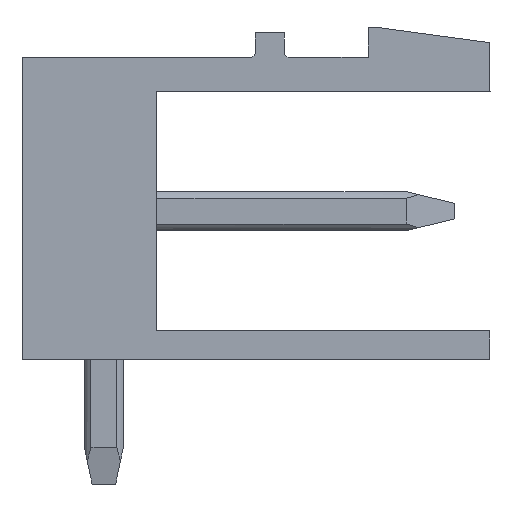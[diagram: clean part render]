
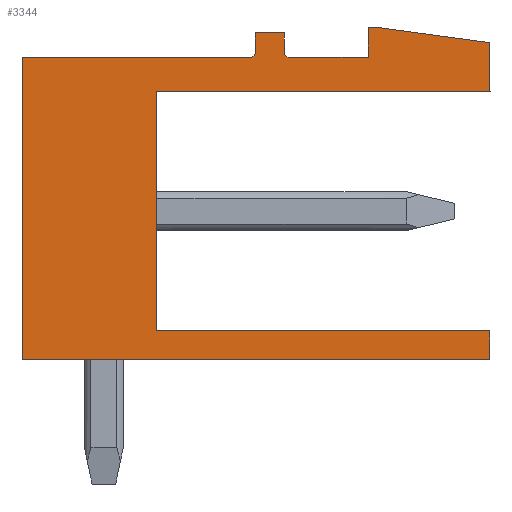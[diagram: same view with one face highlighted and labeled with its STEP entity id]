
A CAD part, left-side view. The second image highlights one B-rep face of the part: STEP entity #3344.
In plain terms, the highlighted planar face has unit normal (-1, 0, 0).
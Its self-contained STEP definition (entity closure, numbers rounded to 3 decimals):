
#1695=AXIS2_PLACEMENT_3D('Circle Axis2P3D',#1693,#1694,$) ;
#1819=AXIS2_PLACEMENT_3D('Circle Axis2P3D',#1817,#1818,$) ;
#3323=AXIS2_PLACEMENT_3D('Plane Axis2P3D',#3320,#3321,#3322) ;
#49=CARTESIAN_POINT('Vertex',(0.,8.55,3.93)) ;
#52=CARTESIAN_POINT('Line Origine',(0.,4.275,3.93)) ;
#56=CARTESIAN_POINT('Vertex',(0.,0.,3.93)) ;
#87=CARTESIAN_POINT('Vertex',(0.,8.55,10.06)) ;
#90=CARTESIAN_POINT('Line Origine',(0.,8.55,6.995)) ;
#1504=CARTESIAN_POINT('Vertex',(0.,0.,10.06)) ;
#1507=CARTESIAN_POINT('Line Origine',(0.,4.275,10.06)) ;
#1535=CARTESIAN_POINT('Vertex',(0.,0.,11.32)) ;
#1538=CARTESIAN_POINT('Line Origine',(0.,0.,10.69)) ;
#1566=CARTESIAN_POINT('Vertex',(0.,2.8,11.7)) ;
#1569=CARTESIAN_POINT('Line Origine',(0.,1.4,11.51)) ;
#1597=CARTESIAN_POINT('Vertex',(0.,3.12,11.7)) ;
#1600=CARTESIAN_POINT('Line Origine',(0.,2.96,11.7)) ;
#1628=CARTESIAN_POINT('Vertex',(0.,3.12,10.95)) ;
#1631=CARTESIAN_POINT('Line Origine',(0.,3.12,11.325)) ;
#1659=CARTESIAN_POINT('Vertex',(0.,5.17,10.95)) ;
#1662=CARTESIAN_POINT('Line Origine',(0.,4.145,10.95)) ;
#1690=CARTESIAN_POINT('Vertex',(0.,5.27,11.05)) ;
#1693=CARTESIAN_POINT('Axis2P3D Location',(0.,5.17,11.05)) ;
#1721=CARTESIAN_POINT('Vertex',(0.,5.27,11.57)) ;
#1724=CARTESIAN_POINT('Line Origine',(0.,5.27,11.31)) ;
#1752=CARTESIAN_POINT('Vertex',(0.,6.02,11.57)) ;
#1755=CARTESIAN_POINT('Line Origine',(0.,5.645,11.57)) ;
#1783=CARTESIAN_POINT('Vertex',(0.,6.02,11.05)) ;
#1786=CARTESIAN_POINT('Line Origine',(0.,6.02,11.31)) ;
#1814=CARTESIAN_POINT('Vertex',(0.,6.12,10.95)) ;
#1817=CARTESIAN_POINT('Axis2P3D Location',(0.,6.12,11.05)) ;
#1840=CARTESIAN_POINT('Vertex',(0.,12.,10.95)) ;
#1843=CARTESIAN_POINT('Line Origine',(0.,9.06,10.95)) ;
#1871=CARTESIAN_POINT('Vertex',(0.,12.,3.2)) ;
#1874=CARTESIAN_POINT('Line Origine',(0.,12.,7.075)) ;
#1902=CARTESIAN_POINT('Vertex',(0.,0.,3.2)) ;
#1905=CARTESIAN_POINT('Line Origine',(0.,6.,3.2)) ;
#3308=CARTESIAN_POINT('Line Origine',(0.,0.,3.565)) ;
#3320=CARTESIAN_POINT('Axis2P3D Location',(0.,0.,0.)) ;
#53=DIRECTION('Vector Direction',(0.,1.,0.)) ;
#91=DIRECTION('Vector Direction',(0.,0.,-1.)) ;
#1508=DIRECTION('Vector Direction',(0.,-1.,0.)) ;
#1539=DIRECTION('Vector Direction',(0.,0.,1.)) ;
#1570=DIRECTION('Vector Direction',(0.,0.991,0.134)) ;
#1601=DIRECTION('Vector Direction',(0.,1.,0.)) ;
#1632=DIRECTION('Vector Direction',(0.,0.,-1.)) ;
#1663=DIRECTION('Vector Direction',(0.,1.,0.)) ;
#1694=DIRECTION('Axis2P3D Direction',(-1.,0.,0.)) ;
#1725=DIRECTION('Vector Direction',(0.,0.,1.)) ;
#1756=DIRECTION('Vector Direction',(0.,1.,0.)) ;
#1787=DIRECTION('Vector Direction',(0.,0.,-1.)) ;
#1818=DIRECTION('Axis2P3D Direction',(-1.,0.,0.)) ;
#1844=DIRECTION('Vector Direction',(0.,1.,0.)) ;
#1875=DIRECTION('Vector Direction',(0.,0.,-1.)) ;
#1906=DIRECTION('Vector Direction',(0.,1.,0.)) ;
#3309=DIRECTION('Vector Direction',(0.,0.,-1.)) ;
#3321=DIRECTION('Axis2P3D Direction',(-1.,0.,0.)) ;
#3322=DIRECTION('Axis2P3D XDirection',(0.,0.,1.)) ;
#54=VECTOR('Line Direction',#53,1.) ;
#92=VECTOR('Line Direction',#91,1.) ;
#1509=VECTOR('Line Direction',#1508,1.) ;
#1540=VECTOR('Line Direction',#1539,1.) ;
#1571=VECTOR('Line Direction',#1570,1.) ;
#1602=VECTOR('Line Direction',#1601,1.) ;
#1633=VECTOR('Line Direction',#1632,1.) ;
#1664=VECTOR('Line Direction',#1663,1.) ;
#1726=VECTOR('Line Direction',#1725,1.) ;
#1757=VECTOR('Line Direction',#1756,1.) ;
#1788=VECTOR('Line Direction',#1787,1.) ;
#1845=VECTOR('Line Direction',#1844,1.) ;
#1876=VECTOR('Line Direction',#1875,1.) ;
#1907=VECTOR('Line Direction',#1906,1.) ;
#3310=VECTOR('Line Direction',#3309,1.) ;
#3326=ORIENTED_EDGE('',*,*,#58,.T.) ;
#3327=ORIENTED_EDGE('',*,*,#94,.T.) ;
#3328=ORIENTED_EDGE('',*,*,#1511,.T.) ;
#3329=ORIENTED_EDGE('',*,*,#1542,.T.) ;
#3330=ORIENTED_EDGE('',*,*,#1573,.T.) ;
#3331=ORIENTED_EDGE('',*,*,#1604,.T.) ;
#3332=ORIENTED_EDGE('',*,*,#1635,.T.) ;
#3333=ORIENTED_EDGE('',*,*,#1666,.T.) ;
#3334=ORIENTED_EDGE('',*,*,#1697,.T.) ;
#3335=ORIENTED_EDGE('',*,*,#1728,.T.) ;
#3336=ORIENTED_EDGE('',*,*,#1759,.T.) ;
#3337=ORIENTED_EDGE('',*,*,#1790,.T.) ;
#3338=ORIENTED_EDGE('',*,*,#1821,.T.) ;
#3339=ORIENTED_EDGE('',*,*,#1847,.T.) ;
#3340=ORIENTED_EDGE('',*,*,#1878,.T.) ;
#3341=ORIENTED_EDGE('',*,*,#1909,.T.) ;
#3342=ORIENTED_EDGE('',*,*,#3312,.T.) ;
#3344=ADVANCED_FACE('Housing',(#3343),#3324,.T.) ;
#1696=CIRCLE('generated circle',#1695,0.1) ;
#1820=CIRCLE('generated circle',#1819,0.1) ;
#58=EDGE_CURVE('',#57,#50,#55,.T.) ;
#94=EDGE_CURVE('',#50,#88,#93,.F.) ;
#1511=EDGE_CURVE('',#88,#1505,#1510,.T.) ;
#1542=EDGE_CURVE('',#1505,#1536,#1541,.T.) ;
#1573=EDGE_CURVE('',#1536,#1567,#1572,.T.) ;
#1604=EDGE_CURVE('',#1567,#1598,#1603,.T.) ;
#1635=EDGE_CURVE('',#1598,#1629,#1634,.T.) ;
#1666=EDGE_CURVE('',#1629,#1660,#1665,.T.) ;
#1697=EDGE_CURVE('',#1660,#1691,#1696,.F.) ;
#1728=EDGE_CURVE('',#1691,#1722,#1727,.T.) ;
#1759=EDGE_CURVE('',#1722,#1753,#1758,.T.) ;
#1790=EDGE_CURVE('',#1753,#1784,#1789,.T.) ;
#1821=EDGE_CURVE('',#1784,#1815,#1820,.F.) ;
#1847=EDGE_CURVE('',#1815,#1841,#1846,.T.) ;
#1878=EDGE_CURVE('',#1841,#1872,#1877,.T.) ;
#1909=EDGE_CURVE('',#1872,#1903,#1908,.F.) ;
#3312=EDGE_CURVE('',#1903,#57,#3311,.F.) ;
#3325=EDGE_LOOP('',(#3326,#3327,#3328,#3329,#3330,#3331,#3332,#3333,#3334,#3335,#3336,#3337,#3338,#3339,#3340,#3341,#3342)) ;
#3343=FACE_OUTER_BOUND('',#3325,.T.) ;
#55=LINE('Line',#52,#54) ;
#93=LINE('Line',#90,#92) ;
#1510=LINE('Line',#1507,#1509) ;
#1541=LINE('Line',#1538,#1540) ;
#1572=LINE('Line',#1569,#1571) ;
#1603=LINE('Line',#1600,#1602) ;
#1634=LINE('Line',#1631,#1633) ;
#1665=LINE('Line',#1662,#1664) ;
#1727=LINE('Line',#1724,#1726) ;
#1758=LINE('Line',#1755,#1757) ;
#1789=LINE('Line',#1786,#1788) ;
#1846=LINE('Line',#1843,#1845) ;
#1877=LINE('Line',#1874,#1876) ;
#1908=LINE('Line',#1905,#1907) ;
#3311=LINE('Line',#3308,#3310) ;
#3324=PLANE('',#3323) ;
#50=VERTEX_POINT('',#49) ;
#57=VERTEX_POINT('',#56) ;
#88=VERTEX_POINT('',#87) ;
#1505=VERTEX_POINT('',#1504) ;
#1536=VERTEX_POINT('',#1535) ;
#1567=VERTEX_POINT('',#1566) ;
#1598=VERTEX_POINT('',#1597) ;
#1629=VERTEX_POINT('',#1628) ;
#1660=VERTEX_POINT('',#1659) ;
#1691=VERTEX_POINT('',#1690) ;
#1722=VERTEX_POINT('',#1721) ;
#1753=VERTEX_POINT('',#1752) ;
#1784=VERTEX_POINT('',#1783) ;
#1815=VERTEX_POINT('',#1814) ;
#1841=VERTEX_POINT('',#1840) ;
#1872=VERTEX_POINT('',#1871) ;
#1903=VERTEX_POINT('',#1902) ;
